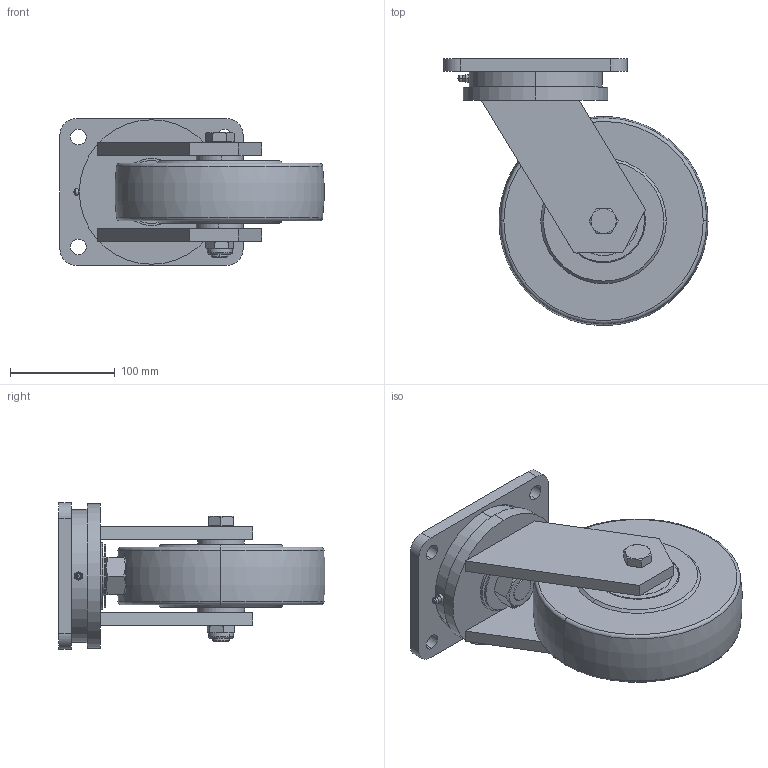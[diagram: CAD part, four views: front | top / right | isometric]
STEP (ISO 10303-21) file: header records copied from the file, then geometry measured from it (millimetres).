
FILE_DESCRIPTION (( 'STEP AP214' ), '1' );
FILE_NAME ('0028582_L-HS-GPA-200-K-3_(A-01).step', '2019-05-15T07:43:00', ( '' ), ( '' ), 'SwSTEP 2.0', 'SolidWorks 2018', '' );
FILE_SCHEMA (( 'AUTOMOTIVE_DESIGN' ));
Length unit declared in the file: millimetre
Products named in the file (1): 0028582_L-HS-GPA-200-K-3_(A-01)
Bounding box: 252.33 x 254.63 x 140 mm (x, y, z)
Volume: 2686816.3 mm3; surface area: 345116.9 mm2
Topology: 19 solids, 19 shells, 340 faces, 726 edges, 441 vertices
Faces by surface type: cylinder 106, plane 96, cone 78, torus 58, sphere 2
Entity records: 13638 total; most frequent: CARTESIAN_POINT 2070, DIRECTION 1748, ORIENTED_EDGE 1446, AXIS2_PLACEMENT_3D 754, EDGE_CURVE 723, VERTEX_POINT 440, CIRCLE 413, EDGE_LOOP 401
